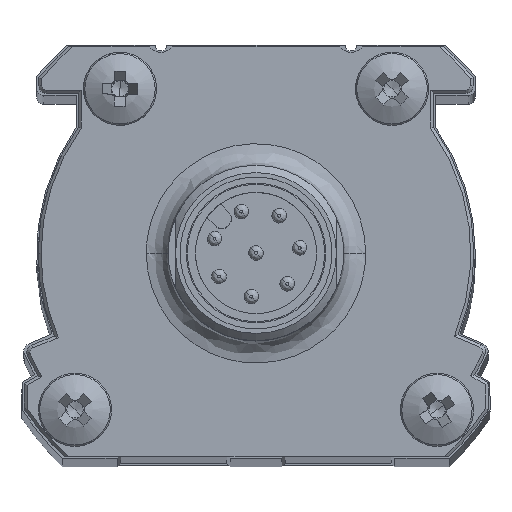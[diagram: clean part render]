
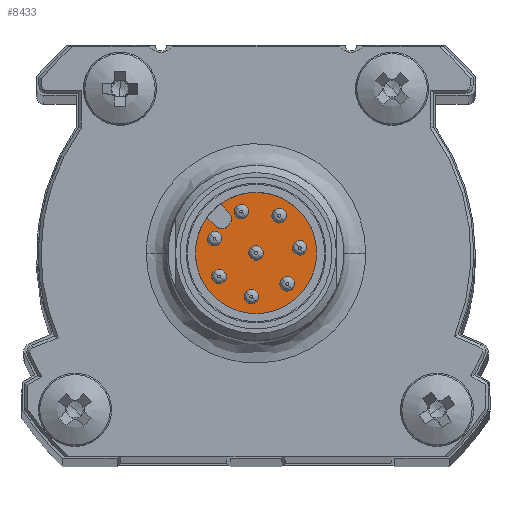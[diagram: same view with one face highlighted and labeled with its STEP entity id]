
A CAD part, top view. The second image highlights one B-rep face of the part: STEP entity #8433.
In plain terms, the highlighted planar face has unit normal (0, 0, 1).
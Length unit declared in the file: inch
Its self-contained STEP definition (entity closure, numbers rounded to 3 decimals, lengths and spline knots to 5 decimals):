
#83 = VERTEX_POINT ( 'NONE', #693 ) ;
#406 = CARTESIAN_POINT ( 'NONE',  ( 0., 0., 14.00519 ) ) ;
#574 = PLANE ( 'NONE',  #14713 ) ;
#693 = CARTESIAN_POINT ( 'NONE',  ( -0.10996, 0.07377, 14.00519 ) ) ;
#941 = DIRECTION ( 'NONE',  ( 0., 0., 1. ) ) ;
#2542 = CARTESIAN_POINT ( 'NONE',  ( -0.09601, 0.1322, 14.00519 ) ) ;
#2568 = CIRCLE ( 'NONE', #8535, 0.16339 ) ;
#3317 = CARTESIAN_POINT ( 'NONE',  ( -0.09187, 0.09187, 14.00519 ) ) ;
#3400 = CARTESIAN_POINT ( 'NONE',  ( 0., 0., 14.00519 ) ) ;
#3403 = DIRECTION ( 'NONE',  ( 0., 0., 1. ) ) ;
#3992 = EDGE_LOOP ( 'NONE', ( #12687, #18218, #17191, #10071, #6657 ) ) ;
#4367 = VERTEX_POINT ( 'NONE', #4394 ) ;
#4394 = CARTESIAN_POINT ( 'NONE',  ( -0.07377, 0.10996, 14.00519 ) ) ;
#4952 = CIRCLE ( 'NONE', #10041, 0.16339 ) ;
#5038 = EDGE_CURVE ( 'NONE', #15222, #12557, #2568, .T. ) ;
#6234 = DIRECTION ( 'NONE',  ( 0., 0., 1. ) ) ;
#6657 = ORIENTED_EDGE ( 'NONE', *, *, #16561, .F. ) ;
#8363 = LINE ( 'NONE', #11648, #16291 ) ;
#8433 = ADVANCED_FACE ( 'NONE', ( #17648 ), #574, .F. ) ;
#8535 = AXIS2_PLACEMENT_3D ( 'NONE', #11351, #941, #12373 ) ;
#9212 = DIRECTION ( 'NONE',  ( -0.707, 0.707, 0. ) ) ;
#9369 = CARTESIAN_POINT ( 'NONE',  ( 0.0181, 0.0181, 14.00519 ) ) ;
#9493 = DIRECTION ( 'NONE',  ( 0., 0., -1. ) ) ;
#9596 = EDGE_CURVE ( 'NONE', #83, #4367, #14143, .T. ) ;
#10041 = AXIS2_PLACEMENT_3D ( 'NONE', #406, #6234, #10649 ) ;
#10071 = ORIENTED_EDGE ( 'NONE', *, *, #13477, .T. ) ;
#10649 = DIRECTION ( 'NONE',  ( 0.707, -0.707, 0. ) ) ;
#10876 = LINE ( 'NONE', #9369, #13380 ) ;
#11265 = CARTESIAN_POINT ( 'NONE',  ( -0.1322, 0.09601, 14.00519 ) ) ;
#11351 = CARTESIAN_POINT ( 'NONE',  ( 0., 0., 14.00519 ) ) ;
#11648 = CARTESIAN_POINT ( 'NONE',  ( -0.0181, -0.0181, 14.00519 ) ) ;
#11735 = DIRECTION ( 'NONE',  ( -0.707, 0.707, 0. ) ) ;
#12373 = DIRECTION ( 'NONE',  ( 0.707, -0.707, 0. ) ) ;
#12557 = VERTEX_POINT ( 'NONE', #18229 ) ;
#12587 = EDGE_CURVE ( 'NONE', #15222, #83, #8363, .T. ) ;
#12687 = ORIENTED_EDGE ( 'NONE', *, *, #9596, .F. ) ;
#12916 = VERTEX_POINT ( 'NONE', #2542 ) ;
#13380 = VECTOR ( 'NONE', #16873, 39.37008 ) ;
#13477 = EDGE_CURVE ( 'NONE', #12557, #12916, #4952, .T. ) ;
#14143 = CIRCLE ( 'NONE', #18356, 0.02559 ) ;
#14713 = AXIS2_PLACEMENT_3D ( 'NONE', #3400, #9493, #9212 ) ;
#15222 = VERTEX_POINT ( 'NONE', #11265 ) ;
#15782 = DIRECTION ( 'NONE',  ( 0.707, -0.707, 0. ) ) ;
#16291 = VECTOR ( 'NONE', #15782, 39.37008 ) ;
#16561 = EDGE_CURVE ( 'NONE', #4367, #12916, #10876, .T. ) ;
#16873 = DIRECTION ( 'NONE',  ( -0.707, 0.707, 0. ) ) ;
#17191 = ORIENTED_EDGE ( 'NONE', *, *, #5038, .T. ) ;
#17648 = FACE_OUTER_BOUND ( 'NONE', #3992, .T. ) ;
#18218 = ORIENTED_EDGE ( 'NONE', *, *, #12587, .F. ) ;
#18229 = CARTESIAN_POINT ( 'NONE',  ( 0.11553, -0.11553, 14.00519 ) ) ;
#18356 = AXIS2_PLACEMENT_3D ( 'NONE', #3317, #3403, #11735 ) ;
